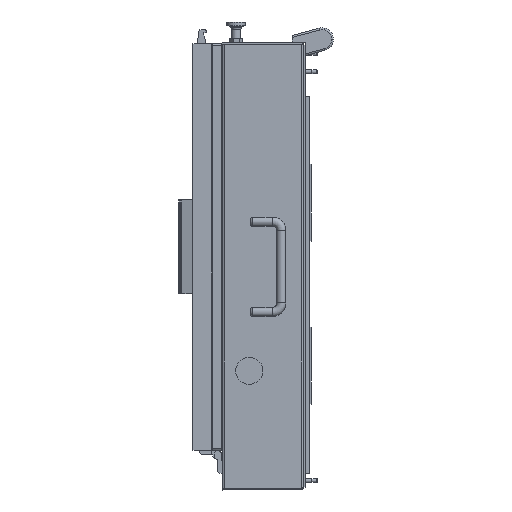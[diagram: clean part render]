
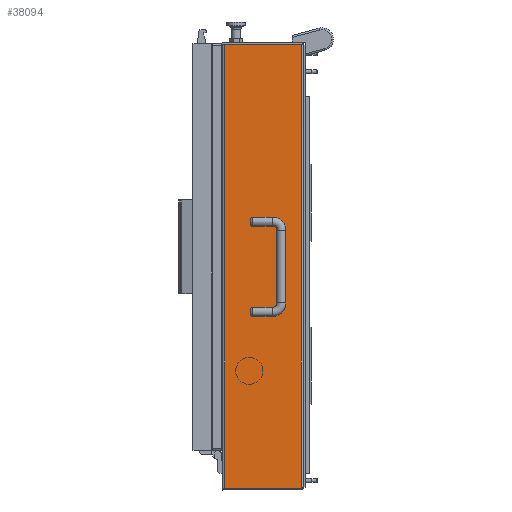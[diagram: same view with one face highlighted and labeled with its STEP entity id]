
A CAD part, left-side view. The second image highlights one B-rep face of the part: STEP entity #38094.
In plain terms, the highlighted planar face has unit normal (-1, 0, 0).
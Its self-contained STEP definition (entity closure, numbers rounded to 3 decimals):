
#473 = VECTOR ( 'NONE', #30933, 1000. ) ;
#1236 = EDGE_CURVE ( 'Defeature ausgef�hrt6_25+Defeature ausgef�hrt6_27+Defeature ausgef�hrt6_51+Defeature ausgef�hrt6_29', #22016, #44360, #39316, .T. ) ;
#2101 = EDGE_CURVE ( 'Defeature ausgef�hrt6_32+Defeature ausgef�hrt6_27+Defeature ausgef�hrt6_29+Defeature ausgef�hrt6_30', #44360, #55429, #18363, .T. ) ;
#4036 = EDGE_LOOP ( 'NONE', ( #19058, #36820, #31570, #5299 ) ) ;
#5299 = ORIENTED_EDGE ( 'NONE', *, *, #1236, .F. ) ;
#7531 = CARTESIAN_POINT ( 'NONE',  ( -275., 2.737, -245.449 ) ) ;
#7597 = CARTESIAN_POINT ( 'NONE',  ( -275., 87.263, -245.449 ) ) ;
#10661 = CARTESIAN_POINT ( 'NONE',  ( -275., 87.263, 245.449 ) ) ;
#11528 = DIRECTION ( 'NONE',  ( 0., 1., 0. ) ) ;
#16812 = LINE ( 'NONE', #58250, #56164 ) ;
#17713 = LINE ( 'NONE', #10661, #19200 ) ;
#18363 = LINE ( 'NONE', #59234, #473 ) ;
#19058 = ORIENTED_EDGE ( 'NONE', *, *, #58815, .T. ) ;
#19200 = VECTOR ( 'NONE', #25452, 1000. ) ;
#22016 = VERTEX_POINT ( 'NONE', #53539 ) ;
#25452 = DIRECTION ( 'NONE',  ( 0., 0., -1. ) ) ;
#29703 = VERTEX_POINT ( 'NONE', #7597 ) ;
#30933 = DIRECTION ( 'NONE',  ( 0., 0., -1. ) ) ;
#31570 = ORIENTED_EDGE ( 'NONE', *, *, #2101, .F. ) ;
#34619 = DIRECTION ( 'NONE',  ( 0., 1., 0. ) ) ;
#34815 = DIRECTION ( 'NONE',  ( 1., 0., 0. ) ) ;
#36820 = ORIENTED_EDGE ( 'NONE', *, *, #38009, .F. ) ;
#38009 = EDGE_CURVE ( 'Defeature ausgef�hrt6_28+Defeature ausgef�hrt6_27+Defeature ausgef�hrt6_30+Defeature ausgef�hrt6_50', #55429, #29703, #16812, .T. ) ;
#38094 = ADVANCED_FACE ( 'Defeature ausgef�hrt6_27', ( #56109 ), #44178, .F. ) ;
#38588 = VECTOR ( 'NONE', #56257, 1000. ) ;
#39316 = LINE ( 'NONE', #56059, #38588 ) ;
#44178 = PLANE ( 'NONE',  #61353 ) ;
#44360 = VERTEX_POINT ( 'NONE', #49192 ) ;
#49192 = CARTESIAN_POINT ( 'NONE',  ( -275., 2.737, 245.449 ) ) ;
#53539 = CARTESIAN_POINT ( 'NONE',  ( -275., 87.263, 245.449 ) ) ;
#55429 = VERTEX_POINT ( 'NONE', #7531 ) ;
#56059 = CARTESIAN_POINT ( 'NONE',  ( -275., 90., 245.449 ) ) ;
#56109 = FACE_OUTER_BOUND ( 'NONE', #4036, .T. ) ;
#56164 = VECTOR ( 'NONE', #34619, 1000. ) ;
#56257 = DIRECTION ( 'NONE',  ( 0., -1., 0. ) ) ;
#58250 = CARTESIAN_POINT ( 'NONE',  ( -275., 90., -245.449 ) ) ;
#58454 = CARTESIAN_POINT ( 'NONE',  ( -275., 90., 2997.5 ) ) ;
#58815 = EDGE_CURVE ( 'Defeature ausgef�hrt6_27+Defeature ausgef�hrt6_52+Defeature ausgef�hrt6_25+Defeature ausgef�hrt6_28', #22016, #29703, #17713, .T. ) ;
#59234 = CARTESIAN_POINT ( 'NONE',  ( -275., 2.737, 2997.5 ) ) ;
#61353 = AXIS2_PLACEMENT_3D ( 'NONE', #58454, #34815, #11528 ) ;
